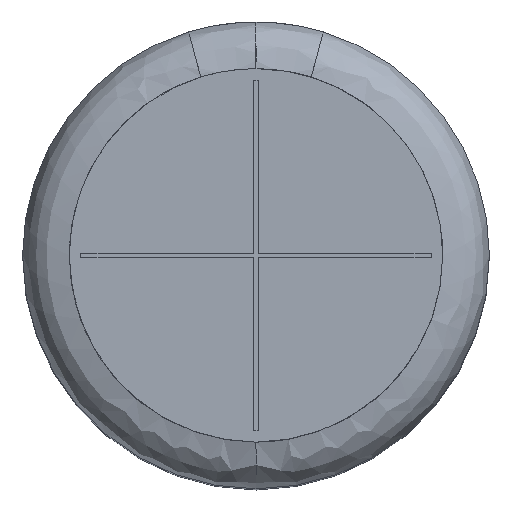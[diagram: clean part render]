
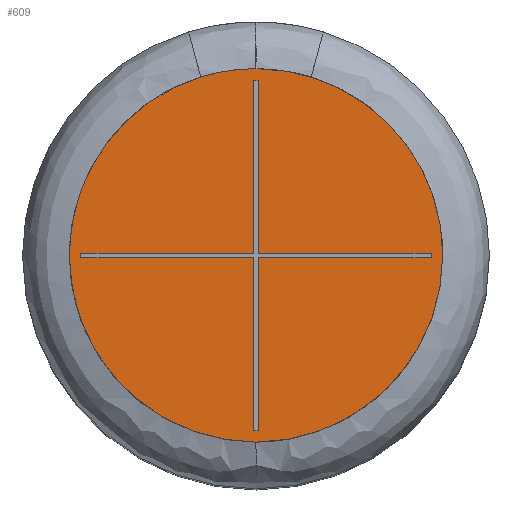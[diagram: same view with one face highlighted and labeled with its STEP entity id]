
A CAD part, top view. The second image highlights one B-rep face of the part: STEP entity #609.
In plain terms, the highlighted planar face has unit normal (0, 0, 1).
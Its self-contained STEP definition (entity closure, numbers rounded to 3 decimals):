
#26 = VECTOR ( 'NONE', #2096, 1000. ) ;
#30 = VECTOR ( 'NONE', #2111, 1000. ) ;
#246 = VECTOR ( 'NONE', #3219, 1000. ) ;
#251 = VECTOR ( 'NONE', #3217, 1000. ) ;
#261 = VECTOR ( 'NONE', #3272, 1000. ) ;
#267 = VECTOR ( 'NONE', #3353, 1000. ) ;
#381 = CARTESIAN_POINT ( 'NONE',  ( -173.271, -59.168, 7.88 ) ) ;
#382 = DIRECTION ( 'NONE',  ( 1., 0., 0. ) ) ;
#449 = EDGE_CURVE ( 'NONE', #6200, #2705, #3294, .T. ) ;
#450 = EDGE_CURVE ( 'NONE', #2710, #2703, #3295, .T. ) ;
#458 = EDGE_CURVE ( 'NONE', #2705, #2710, #3312, .T. ) ;
#462 = EDGE_CURVE ( 'NONE', #6269, #6200, #3321, .T. ) ;
#465 = EDGE_CURVE ( 'NONE', #6213, #6242, #3330, .T. ) ;
#555 = EDGE_CURVE ( 'NONE', #6242, #6269, #6643, .T. ) ;
#609 = ADVANCED_FACE ( 'NONE', ( #6067, #6068 ), #1572, .T. ) ;
#618 = EDGE_CURVE ( 'NONE', #2703, #2711, #6093, .T. ) ;
#625 = EDGE_CURVE ( 'NONE', #2711, #6276, #6096, .T. ) ;
#626 = EDGE_CURVE ( 'NONE', #2704, #6255, #5192, .T. ) ;
#628 = EDGE_CURVE ( 'NONE', #6306, #2704, #5190, .T. ) ;
#974 = CARTESIAN_POINT ( 'NONE',  ( -175.321, -66.668, 7.88 ) ) ;
#975 = CARTESIAN_POINT ( 'NONE',  ( -171.271, -62.918, 7.88 ) ) ;
#976 = CARTESIAN_POINT ( 'NONE',  ( -175.221, -62.968, 7.88 ) ) ;
#981 = CARTESIAN_POINT ( 'NONE',  ( -175.221, -66.668, 7.88 ) ) ;
#982 = CARTESIAN_POINT ( 'NONE',  ( -175.321, -62.968, 7.88 ) ) ;
#998 = EDGE_CURVE ( 'NONE', #6243, #6301, #6145, .T. ) ;
#1002 = EDGE_CURVE ( 'NONE', #6276, #6262, #6148, .T. ) ;
#1027 = EDGE_CURVE ( 'NONE', #6255, #6306, #5194, .T. ) ;
#1036 = EDGE_CURVE ( 'NONE', #6262, #6243, #3589, .T. ) ;
#1092 = EDGE_CURVE ( 'NONE', #6301, #6213, #2356, .T. ) ;
#1188 = ORIENTED_EDGE ( 'NONE', *, *, #628, .F. ) ;
#1190 = ORIENTED_EDGE ( 'NONE', *, *, #458, .T. ) ;
#1191 = ORIENTED_EDGE ( 'NONE', *, *, #618, .T. ) ;
#1193 = ORIENTED_EDGE ( 'NONE', *, *, #1002, .T. ) ;
#1194 = ORIENTED_EDGE ( 'NONE', *, *, #450, .T. ) ;
#1199 = ORIENTED_EDGE ( 'NONE', *, *, #625, .T. ) ;
#1201 = ORIENTED_EDGE ( 'NONE', *, *, #1036, .T. ) ;
#1202 = ORIENTED_EDGE ( 'NONE', *, *, #465, .T. ) ;
#1203 = ORIENTED_EDGE ( 'NONE', *, *, #449, .T. ) ;
#1204 = ORIENTED_EDGE ( 'NONE', *, *, #1027, .F. ) ;
#1205 = ORIENTED_EDGE ( 'NONE', *, *, #555, .T. ) ;
#1206 = ORIENTED_EDGE ( 'NONE', *, *, #998, .T. ) ;
#1207 = ORIENTED_EDGE ( 'NONE', *, *, #462, .T. ) ;
#1208 = ORIENTED_EDGE ( 'NONE', *, *, #1092, .T. ) ;
#1572 = PLANE ( 'NONE',  #4169 ) ;
#1573 = CARTESIAN_POINT ( 'NONE',  ( -173.271, -62.918, 7.88 ) ) ;
#1574 = DIRECTION ( 'NONE',  ( 0., 0., 1. ) ) ;
#1575 = DIRECTION ( 'NONE',  ( 1., 0., 0. ) ) ;
#2095 = CARTESIAN_POINT ( 'NONE',  ( -175.321, -62.918, 7.88 ) ) ;
#2096 = DIRECTION ( 'NONE',  ( 0., 1., 0. ) ) ;
#2110 = CARTESIAN_POINT ( 'NONE',  ( -179.021, -62.918, 7.88 ) ) ;
#2111 = DIRECTION ( 'NONE',  ( 0., 1., 0. ) ) ;
#2202 = CARTESIAN_POINT ( 'NONE',  ( -175.321, -62.918, 7.88 ) ) ;
#2203 = DIRECTION ( 'NONE',  ( 0., 1., 0. ) ) ;
#2230 = CARTESIAN_POINT ( 'NONE',  ( -173.271, -62.968, 7.88 ) ) ;
#2231 = DIRECTION ( 'NONE',  ( -1., 0., 0. ) ) ;
#2232 = CARTESIAN_POINT ( 'NONE',  ( -171.271, -62.918, 7.88 ) ) ;
#2233 = CARTESIAN_POINT ( 'NONE',  ( -171.271, -65.261, 7.88 ) ) ;
#2234 = CARTESIAN_POINT ( 'NONE',  ( -172.928, -66.918, 7.88 ) ) ;
#2235 = CARTESIAN_POINT ( 'NONE',  ( -175.271, -66.918, 7.88 ) ) ;
#2238 = CARTESIAN_POINT ( 'NONE',  ( -175.271, -58.918, 7.88 ) ) ;
#2239 = CARTESIAN_POINT ( 'NONE',  ( -172.928, -58.918, 7.88 ) ) ;
#2240 = CARTESIAN_POINT ( 'NONE',  ( -171.271, -60.575, 7.88 ) ) ;
#2241 = CARTESIAN_POINT ( 'NONE',  ( -171.271, -62.918, 7.88 ) ) ;
#2356 = LINE ( 'NONE', #381, #6522 ) ;
#2703 = VERTEX_POINT ( 'NONE', #974 ) ;
#2704 = VERTEX_POINT ( 'NONE', #975 ) ;
#2705 = VERTEX_POINT ( 'NONE', #976 ) ;
#2710 = VERTEX_POINT ( 'NONE', #981 ) ;
#2711 = VERTEX_POINT ( 'NONE', #982 ) ;
#2822 = EDGE_LOOP ( 'NONE', ( #1188, #1204, #6624 ) ) ;
#2856 = EDGE_LOOP ( 'NONE', ( #1191, #1199, #1193, #1201, #1206, #1208, #1202, #1205, #1207, #1203, #1190, #1194 ) ) ;
#3216 = CARTESIAN_POINT ( 'NONE',  ( -173.271, -62.968, 7.88 ) ) ;
#3217 = DIRECTION ( 'NONE',  ( -1., 0., 0. ) ) ;
#3218 = CARTESIAN_POINT ( 'NONE',  ( -173.271, -66.668, 7.88 ) ) ;
#3219 = DIRECTION ( 'NONE',  ( -1., 0., 0. ) ) ;
#3271 = CARTESIAN_POINT ( 'NONE',  ( -175.221, -62.918, 7.88 ) ) ;
#3272 = DIRECTION ( 'NONE',  ( 0., -1., 0. ) ) ;
#3294 = LINE ( 'NONE', #3216, #251 ) ;
#3295 = LINE ( 'NONE', #3218, #246 ) ;
#3312 = LINE ( 'NONE', #3271, #261 ) ;
#3321 = LINE ( 'NONE', #3352, #267 ) ;
#3330 = LINE ( 'NONE', #3375, #3753 ) ;
#3352 = CARTESIAN_POINT ( 'NONE',  ( -171.521, -62.918, 7.88 ) ) ;
#3353 = DIRECTION ( 'NONE',  ( 0., -1., 0. ) ) ;
#3375 = CARTESIAN_POINT ( 'NONE',  ( -175.221, -62.918, 7.88 ) ) ;
#3376 = DIRECTION ( 'NONE',  ( 0., -1., 0. ) ) ;
#3589 = LINE ( 'NONE', #5559, #4651 ) ;
#3753 = VECTOR ( 'NONE', #3376, 1000. ) ;
#4169 = AXIS2_PLACEMENT_3D ( 'NONE', #1573, #1574, #1575 ) ;
#4186 = VECTOR ( 'NONE', #2203, 1000. ) ;
#4192 = VECTOR ( 'NONE', #2231, 1000. ) ;
#4229 = VECTOR ( 'NONE', #5920, 1000. ) ;
#4651 = VECTOR ( 'NONE', #5561, 1000. ) ;
#5190 =( BOUNDED_CURVE ( )  B_SPLINE_CURVE ( 3, ( #2238, #2239, #2240, #2241 ),
 .UNSPECIFIED., .F., .T. ) 
 B_SPLINE_CURVE_WITH_KNOTS ( ( 4, 4 ),
 ( 0., 1. ),
 .UNSPECIFIED. ) 
 CURVE ( )  GEOMETRIC_REPRESENTATION_ITEM ( )  RATIONAL_B_SPLINE_CURVE ( ( 1., 0.805, 0.805, 1. ) ) 
 REPRESENTATION_ITEM ( '' )  );
#5192 =( BOUNDED_CURVE ( )  B_SPLINE_CURVE ( 3, ( #2232, #2233, #2234, #2235 ),
 .UNSPECIFIED., .F., .T. ) 
 B_SPLINE_CURVE_WITH_KNOTS ( ( 4, 4 ),
 ( 0., 1. ),
 .UNSPECIFIED. ) 
 CURVE ( )  GEOMETRIC_REPRESENTATION_ITEM ( )  RATIONAL_B_SPLINE_CURVE ( ( 1., 0.805, 0.805, 1. ) ) 
 REPRESENTATION_ITEM ( '' )  );
#5194 =( BOUNDED_CURVE ( )  B_SPLINE_CURVE ( 3, ( #5430, #5431, #5432, #5433 ),
 .UNSPECIFIED., .F., .T. ) 
 B_SPLINE_CURVE_WITH_KNOTS ( ( 4, 4 ),
 ( 0., 1. ),
 .UNSPECIFIED. ) 
 CURVE ( )  GEOMETRIC_REPRESENTATION_ITEM ( )  RATIONAL_B_SPLINE_CURVE ( ( 1., 0.333, 0.333, 1. ) ) 
 REPRESENTATION_ITEM ( '' )  );
#5430 = CARTESIAN_POINT ( 'NONE',  ( -175.271, -66.918, 7.88 ) ) ;
#5431 = CARTESIAN_POINT ( 'NONE',  ( -183.271, -66.918, 7.88 ) ) ;
#5432 = CARTESIAN_POINT ( 'NONE',  ( -183.271, -58.918, 7.88 ) ) ;
#5433 = CARTESIAN_POINT ( 'NONE',  ( -175.271, -58.918, 7.88 ) ) ;
#5559 = CARTESIAN_POINT ( 'NONE',  ( -173.271, -62.868, 7.88 ) ) ;
#5561 = DIRECTION ( 'NONE',  ( 1., 0., 0. ) ) ;
#5919 = CARTESIAN_POINT ( 'NONE',  ( -173.271, -62.868, 7.88 ) ) ;
#5920 = DIRECTION ( 'NONE',  ( 1., 0., 0. ) ) ;
#6067 = FACE_OUTER_BOUND ( 'NONE', #2822, .T. ) ;
#6068 = FACE_BOUND ( 'NONE', #2856, .T. ) ;
#6093 = LINE ( 'NONE', #2202, #4186 ) ;
#6096 = LINE ( 'NONE', #2230, #4192 ) ;
#6145 = LINE ( 'NONE', #2095, #26 ) ;
#6148 = LINE ( 'NONE', #2110, #30 ) ;
#6200 = VERTEX_POINT ( 'NONE', #6814 ) ;
#6213 = VERTEX_POINT ( 'NONE', #6818 ) ;
#6242 = VERTEX_POINT ( 'NONE', #6827 ) ;
#6243 = VERTEX_POINT ( 'NONE', #6828 ) ;
#6255 = VERTEX_POINT ( 'NONE', #6832 ) ;
#6262 = VERTEX_POINT ( 'NONE', #6836 ) ;
#6269 = VERTEX_POINT ( 'NONE', #6839 ) ;
#6276 = VERTEX_POINT ( 'NONE', #6841 ) ;
#6301 = VERTEX_POINT ( 'NONE', #6850 ) ;
#6306 = VERTEX_POINT ( 'NONE', #6853 ) ;
#6522 = VECTOR ( 'NONE', #382, 1000. ) ;
#6624 = ORIENTED_EDGE ( 'NONE', *, *, #626, .F. ) ;
#6643 = LINE ( 'NONE', #5919, #4229 ) ;
#6814 = CARTESIAN_POINT ( 'NONE',  ( -171.521, -62.968, 7.88 ) ) ;
#6818 = CARTESIAN_POINT ( 'NONE',  ( -175.221, -59.168, 7.88 ) ) ;
#6827 = CARTESIAN_POINT ( 'NONE',  ( -175.221, -62.868, 7.88 ) ) ;
#6828 = CARTESIAN_POINT ( 'NONE',  ( -175.321, -62.868, 7.88 ) ) ;
#6832 = CARTESIAN_POINT ( 'NONE',  ( -175.271, -66.918, 7.88 ) ) ;
#6836 = CARTESIAN_POINT ( 'NONE',  ( -179.021, -62.868, 7.88 ) ) ;
#6839 = CARTESIAN_POINT ( 'NONE',  ( -171.521, -62.868, 7.88 ) ) ;
#6841 = CARTESIAN_POINT ( 'NONE',  ( -179.021, -62.968, 7.88 ) ) ;
#6850 = CARTESIAN_POINT ( 'NONE',  ( -175.321, -59.168, 7.88 ) ) ;
#6853 = CARTESIAN_POINT ( 'NONE',  ( -175.271, -58.918, 7.88 ) ) ;
